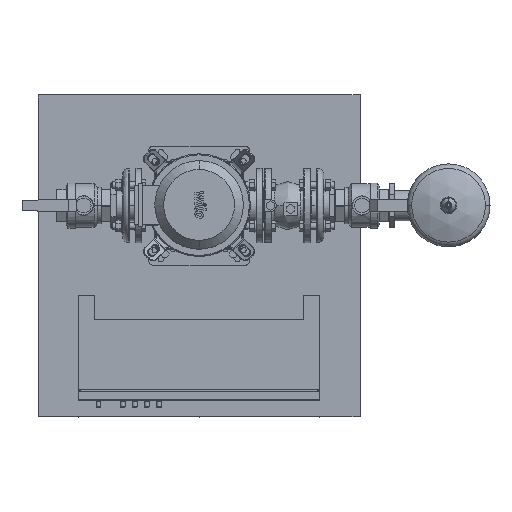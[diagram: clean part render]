
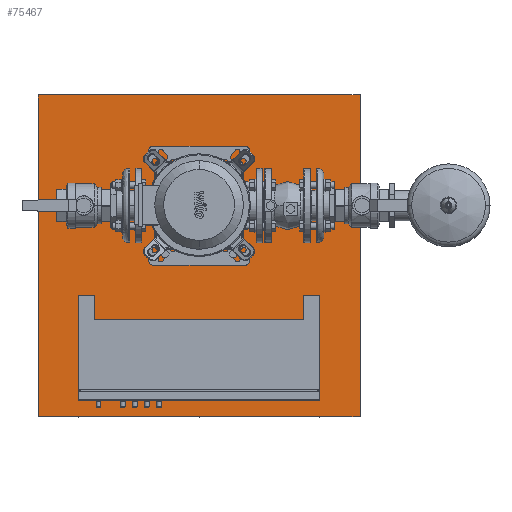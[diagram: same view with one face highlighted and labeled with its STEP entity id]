
A CAD part, top view. The second image highlights one B-rep face of the part: STEP entity #75467.
In plain terms, the highlighted planar face has unit normal (0, 0, 1).
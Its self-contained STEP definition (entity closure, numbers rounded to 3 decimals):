
#75428=CARTESIAN_POINT('',(-400.0,-125.,125.0));
#75429=DIRECTION('',(0.0,0.0,1.0));
#75430=DIRECTION('',(0.0,-1.0,0.0));
#75431=AXIS2_PLACEMENT_3D('',#75428,#75429,#75430);
#75432=PLANE('',#75431);
#75433=CARTESIAN_POINT('',(400.0,-525.0,125.));
#75434=VERTEX_POINT('',#75433);
#75435=CARTESIAN_POINT('',(400.0,275.0,125.));
#75436=VERTEX_POINT('',#75435);
#75437=CARTESIAN_POINT('',(400.0,-525.0,125.));
#75438=DIRECTION('',(0.0,1.0,0.0));
#75439=VECTOR('',#75438,800.0);
#75440=LINE('',#75437,#75439);
#75441=EDGE_CURVE('',#75434,#75436,#75440,.T.);
#75442=ORIENTED_EDGE('',*,*,#75441,.T.);
#75443=CARTESIAN_POINT('',(-400.0,275.0,125.));
#75444=VERTEX_POINT('',#75443);
#75445=CARTESIAN_POINT('',(-400.0,275.0,125.));
#75446=DIRECTION('',(1.0,0.0,0.0));
#75447=VECTOR('',#75446,800.0);
#75448=LINE('',#75445,#75447);
#75449=EDGE_CURVE('',#75444,#75436,#75448,.T.);
#75450=ORIENTED_EDGE('',*,*,#75449,.F.);
#75451=CARTESIAN_POINT('',(-400.0,-525.0,125.));
#75452=VERTEX_POINT('',#75451);
#75453=CARTESIAN_POINT('',(-400.0,275.0,125.));
#75454=DIRECTION('',(0.0,-1.0,0.0));
#75455=VECTOR('',#75454,800.0);
#75456=LINE('',#75453,#75455);
#75457=EDGE_CURVE('',#75444,#75452,#75456,.T.);
#75458=ORIENTED_EDGE('',*,*,#75457,.T.);
#75459=CARTESIAN_POINT('',(-400.0,-525.0,125.));
#75460=DIRECTION('',(1.0,0.0,0.0));
#75461=VECTOR('',#75460,800.0);
#75462=LINE('',#75459,#75461);
#75463=EDGE_CURVE('',#75452,#75434,#75462,.T.);
#75464=ORIENTED_EDGE('',*,*,#75463,.T.);
#75465=EDGE_LOOP('',(#75442,#75450,#75458,#75464));
#75466=FACE_OUTER_BOUND('',#75465,.T.);
#75467=ADVANCED_FACE('',(#75466),#75432,.T.);
